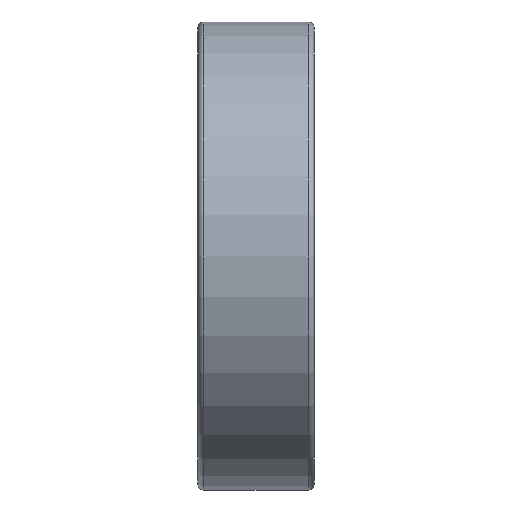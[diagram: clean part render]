
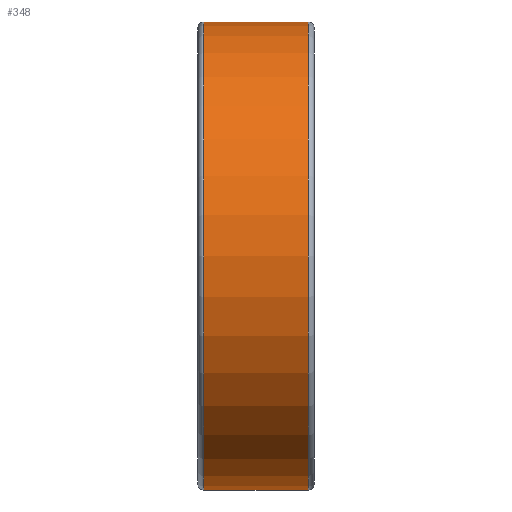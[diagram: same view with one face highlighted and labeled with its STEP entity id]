
A CAD part, front view. The second image highlights one B-rep face of the part: STEP entity #348.
In plain terms, the highlighted cylindrical face has radius 62.5 mm (diameter 125 mm), a full revolution.
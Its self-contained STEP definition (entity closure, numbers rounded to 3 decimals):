
#143=ORIENTED_EDGE('',*,*,#162,.T.);
#144=ORIENTED_EDGE('',*,*,#170,.F.);
#162=EDGE_CURVE('',#186,#186,#210,.T.);
#170=EDGE_CURVE('',#194,#194,#218,.T.);
#186=VERTEX_POINT('',#637);
#194=VERTEX_POINT('',#661);
#210=CIRCLE('',#428,62.5);
#218=CIRCLE('',#444,62.5);
#263=EDGE_LOOP('',(#143));
#264=EDGE_LOOP('',(#144));
#311=FACE_BOUND('',#263,.T.);
#312=FACE_BOUND('',#264,.T.);
#325=CYLINDRICAL_SURFACE('',#445,62.5);
#348=ADVANCED_FACE('',(#311,#312),#325,.T.);
#428=AXIS2_PLACEMENT_3D('',#636,#522,#523);
#444=AXIS2_PLACEMENT_3D('',#660,#554,#555);
#445=AXIS2_PLACEMENT_3D('',#662,#556,#557);
#522=DIRECTION('',(1.,0.,0.));
#523=DIRECTION('',(0.,0.,-1.));
#554=DIRECTION('',(1.,0.,0.));
#555=DIRECTION('',(0.,0.,-1.));
#556=DIRECTION('',(1.,0.,0.));
#557=DIRECTION('',(0.,0.,-1.));
#636=CARTESIAN_POINT('',(1.5,0.,0.));
#637=CARTESIAN_POINT('',(1.5,0.,-62.5));
#660=CARTESIAN_POINT('',(29.5,0.,0.));
#661=CARTESIAN_POINT('',(29.5,0.,-62.5));
#662=CARTESIAN_POINT('',(31.,0.,0.));
